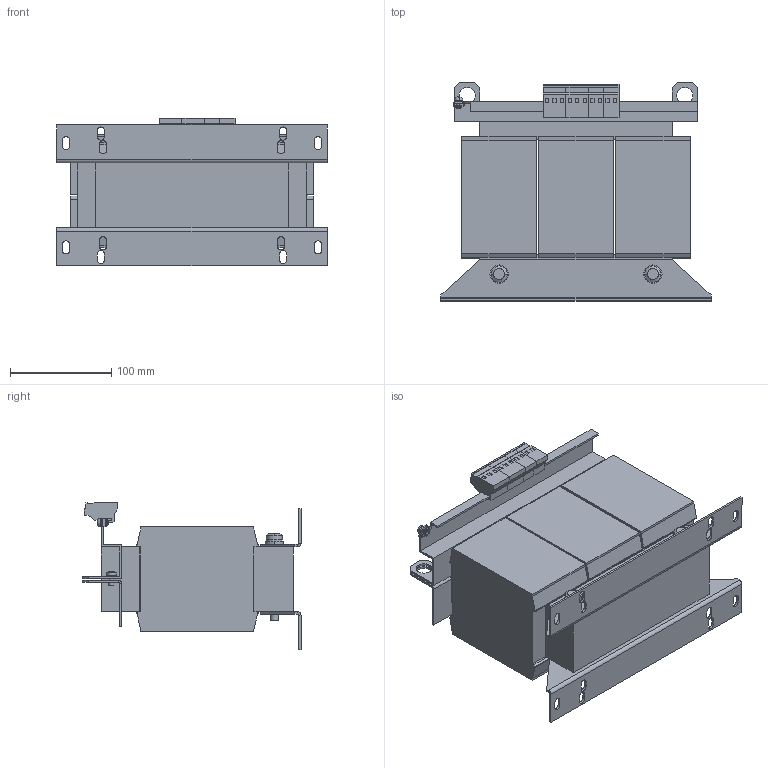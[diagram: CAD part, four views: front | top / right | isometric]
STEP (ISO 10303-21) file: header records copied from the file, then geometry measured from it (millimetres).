
FILE_DESCRIPTION (( 'STEP AP214' ), '1' );
FILE_NAME ('192576.STEP', '2020-05-28T18:02:52', ( '' ), ( '' ), 'SwSTEP 2.0', 'SolidWorks 2018', '' );
FILE_SCHEMA (( 'AUTOMOTIVE_DESIGN' ));
Length unit declared in the file: millimetre
Products named in the file (1): 192576
Bounding box: 267 x 215.5 x 145.5 mm (x, y, z)
Volume: 3727371.8 mm3; surface area: 336298.9 mm2
Topology: 1 solids, 1 shells, 581 faces, 1501 edges, 948 vertices
Faces by surface type: plane 437, cylinder 116, torus 14, sphere 8, cone 6
Entity records: 17602 total; most frequent: CARTESIAN_POINT 3155, ORIENTED_EDGE 2998, DIRECTION 2936, EDGE_CURVE 1499, VECTOR 1170, LINE 1170, VERTEX_POINT 948, AXIS2_PLACEMENT_3D 883
